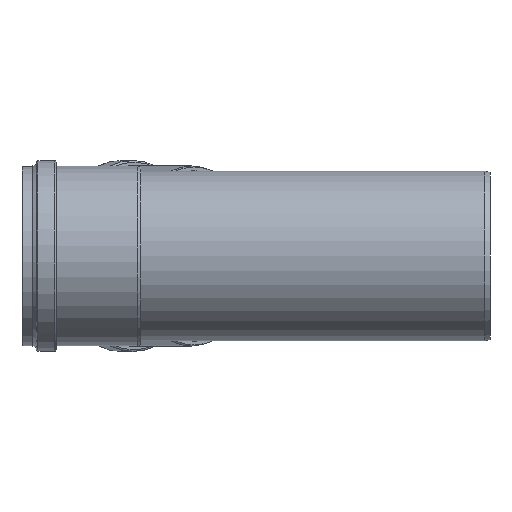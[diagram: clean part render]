
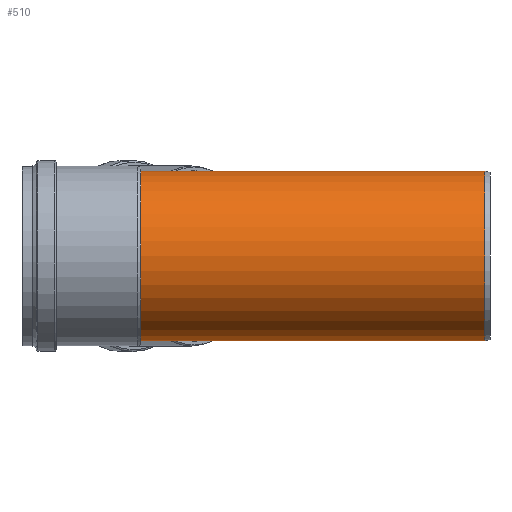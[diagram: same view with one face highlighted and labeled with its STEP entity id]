
A CAD part, left-side view. The second image highlights one B-rep face of the part: STEP entity #510.
In plain terms, the highlighted cylindrical face has radius 200 mm (diameter 400 mm), a full revolution.
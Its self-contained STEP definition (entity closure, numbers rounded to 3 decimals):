
#67=FACE_BOUND('',#222,.T.);
#68=FACE_BOUND('',#223,.T.);
#112=CIRCLE('',#568,200.);
#113=CIRCLE('',#569,200.);
#154=CYLINDRICAL_SURFACE('',#567,200.);
#170=FACE_OUTER_BOUND('',#221,.T.);
#221=EDGE_LOOP('',(#420));
#222=EDGE_LOOP('',(#421,#422));
#223=EDGE_LOOP('',(#423));
#303=ELLIPSE('',#554,527.089,200.);
#305=ELLIPSE('',#556,216.797,200.);
#308=VERTEX_POINT('',#990);
#309=VERTEX_POINT('',#991);
#316=VERTEX_POINT('',#1085);
#317=VERTEX_POINT('',#1087);
#356=EDGE_CURVE('',#309,#308,#303,.T.);
#358=EDGE_CURVE('',#308,#309,#305,.T.);
#365=EDGE_CURVE('',#316,#316,#112,.T.);
#366=EDGE_CURVE('',#317,#317,#113,.T.);
#420=ORIENTED_EDGE('',*,*,#365,.T.);
#421=ORIENTED_EDGE('',*,*,#356,.F.);
#422=ORIENTED_EDGE('',*,*,#358,.F.);
#423=ORIENTED_EDGE('',*,*,#366,.F.);
#510=ADVANCED_FACE('',(#170,#67,#68),#154,.T.);
#554=AXIS2_PLACEMENT_3D('',#993,#655,#656);
#556=AXIS2_PLACEMENT_3D('',#1067,#659,#660);
#567=AXIS2_PLACEMENT_3D('',#1084,#681,#682);
#568=AXIS2_PLACEMENT_3D('',#1086,#683,#684);
#569=AXIS2_PLACEMENT_3D('',#1088,#685,#686);
#655=DIRECTION('center_axis',(0.925,-0.379,0.));
#656=DIRECTION('ref_axis',(0.379,0.925,0.));
#659=DIRECTION('center_axis',(0.386,0.923,0.));
#660=DIRECTION('ref_axis',(0.923,-0.386,0.));
#681=DIRECTION('center_axis',(0.,-1.,0.));
#682=DIRECTION('ref_axis',(1.,0.,0.));
#683=DIRECTION('center_axis',(0.,-1.,0.));
#684=DIRECTION('ref_axis',(1.,0.,0.));
#685=DIRECTION('center_axis',(0.,-1.,0.));
#686=DIRECTION('ref_axis',(1.,0.,0.));
#990=CARTESIAN_POINT('',(0.,323.95,200.));
#991=CARTESIAN_POINT('',(0.,323.95,-200.));
#993=CARTESIAN_POINT('Origin',(0.,323.95,0.));
#1067=CARTESIAN_POINT('Origin',(0.,323.95,0.));
#1084=CARTESIAN_POINT('Origin',(0.,466.45,0.));
#1085=CARTESIAN_POINT('',(200.,920.9,0.));
#1086=CARTESIAN_POINT('Origin',(0.,920.9,0.));
#1087=CARTESIAN_POINT('',(200.,12.,0.));
#1088=CARTESIAN_POINT('Origin',(0.,12.,0.));
